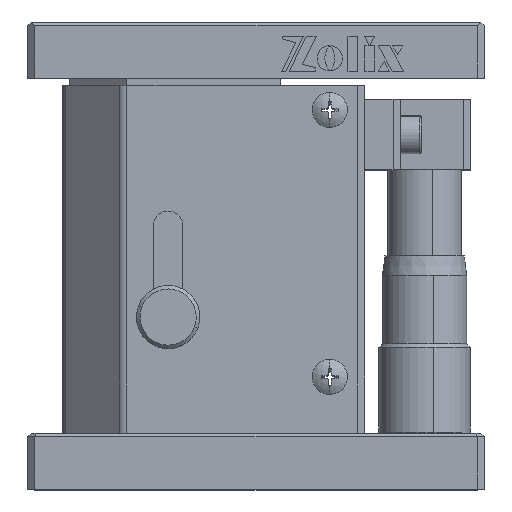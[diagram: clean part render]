
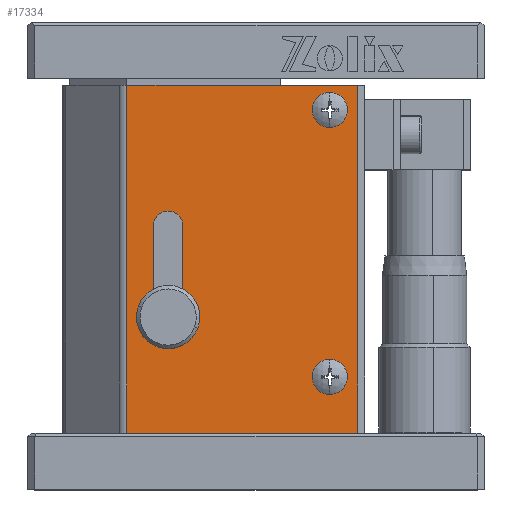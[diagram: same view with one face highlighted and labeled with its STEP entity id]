
A CAD part, top view. The second image highlights one B-rep face of the part: STEP entity #17334.
In plain terms, the highlighted planar face has unit normal (0, 0, 1).
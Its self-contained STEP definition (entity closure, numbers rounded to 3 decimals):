
#44 = VECTOR ( 'NONE', #1685, 1000. ) ;
#102 = ORIENTED_EDGE ( 'NONE', *, *, #229, .T. ) ;
#229 = EDGE_CURVE ( 'NONE', #19662, #5647, #12069, .T. ) ;
#421 = EDGE_CURVE ( 'NONE', #12923, #19428, #6658, .T. ) ;
#424 = CARTESIAN_POINT ( 'NONE',  ( -15.166, 98.127, 12.539 ) ) ;
#850 = ORIENTED_EDGE ( 'NONE', *, *, #7125, .F. ) ;
#1322 = CARTESIAN_POINT ( 'NONE',  ( 9.934, 114.627, 12.539 ) ) ;
#1462 = DIRECTION ( 'NONE',  ( 0., -1., 0. ) ) ;
#1468 = CARTESIAN_POINT ( 'NONE',  ( -19.566, 68.627, 12.539 ) ) ;
#1543 = CARTESIAN_POINT ( 'NONE',  ( 13.934, 68.627, 12.539 ) ) ;
#1685 = DIRECTION ( 'NONE',  ( 0., 1., 0. ) ) ;
#2148 = CARTESIAN_POINT ( 'NONE',  ( -13.066, 98.127, 12.539 ) ) ;
#2184 = EDGE_CURVE ( 'NONE', #19845, #3586, #18891, .T. ) ;
#2544 = CARTESIAN_POINT ( 'NONE',  ( 9.934, 76.627, 12.539 ) ) ;
#2701 = CARTESIAN_POINT ( 'NONE',  ( -18.944, 68.627, 12.539 ) ) ;
#2778 = CARTESIAN_POINT ( 'NONE',  ( -15.166, 98.127, 12.539 ) ) ;
#2901 = VERTEX_POINT ( 'NONE', #9130 ) ;
#2907 = EDGE_LOOP ( 'NONE', ( #14275, #10193 ) ) ;
#2937 = EDGE_CURVE ( 'NONE', #2901, #11502, #5524, .T. ) ;
#2989 = EDGE_CURVE ( 'NONE', #12923, #19662, #11927, .T. ) ;
#3032 = ORIENTED_EDGE ( 'NONE', *, *, #2989, .T. ) ;
#3209 = DIRECTION ( 'NONE',  ( 1., 0., 0. ) ) ;
#3586 = VERTEX_POINT ( 'NONE', #424 ) ;
#3654 = DIRECTION ( 'NONE',  ( -1., 0., 0. ) ) ;
#3866 = CARTESIAN_POINT ( 'NONE',  ( -18.944, 118.127, 12.539 ) ) ;
#3931 = CIRCLE ( 'NONE', #5354, 1.45 ) ;
#3999 = EDGE_CURVE ( 'NONE', #10067, #5484, #3931, .T. ) ;
#4109 = CARTESIAN_POINT ( 'NONE',  ( 9.934, 75.177, 12.539 ) ) ;
#4340 = DIRECTION ( 'NONE',  ( 0., 0., 1. ) ) ;
#5046 = ORIENTED_EDGE ( 'NONE', *, *, #15632, .F. ) ;
#5126 = VECTOR ( 'NONE', #3209, 1000. ) ;
#5354 = AXIS2_PLACEMENT_3D ( 'NONE', #7314, #4340, #10775 ) ;
#5484 = VERTEX_POINT ( 'NONE', #4109 ) ;
#5524 = CIRCLE ( 'NONE', #16500, 1.45 ) ;
#5647 = VERTEX_POINT ( 'NONE', #9525 ) ;
#5982 = CARTESIAN_POINT ( 'NONE',  ( -18.944, 68.627, 12.539 ) ) ;
#6043 = DIRECTION ( 'NONE',  ( 1., 0., 0. ) ) ;
#6091 = ORIENTED_EDGE ( 'NONE', *, *, #2184, .F. ) ;
#6232 = FACE_BOUND ( 'NONE', #6289, .T. ) ;
#6289 = EDGE_LOOP ( 'NONE', ( #5046, #6091, #7373, #850 ) ) ;
#6408 = ORIENTED_EDGE ( 'NONE', *, *, #10310, .T. ) ;
#6536 = CIRCLE ( 'NONE', #11427, 1.45 ) ;
#6658 = LINE ( 'NONE', #17167, #6925 ) ;
#6925 = VECTOR ( 'NONE', #6043, 1000. ) ;
#7018 = AXIS2_PLACEMENT_3D ( 'NONE', #15516, #17242, #17172 ) ;
#7125 = EDGE_CURVE ( 'NONE', #10081, #9723, #12202, .T. ) ;
#7314 = CARTESIAN_POINT ( 'NONE',  ( 9.934, 76.627, 12.539 ) ) ;
#7319 = EDGE_CURVE ( 'NONE', #11502, #2901, #6536, .T. ) ;
#7373 = ORIENTED_EDGE ( 'NONE', *, *, #15638, .F. ) ;
#7479 = CARTESIAN_POINT ( 'NONE',  ( 9.934, 78.077, 12.539 ) ) ;
#7501 = EDGE_LOOP ( 'NONE', ( #16794, #8454 ) ) ;
#7554 = DIRECTION ( 'NONE',  ( 0., 0., 1. ) ) ;
#7769 = CARTESIAN_POINT ( 'NONE',  ( 9.934, 114.627, 12.539 ) ) ;
#7957 = LINE ( 'NONE', #1543, #44 ) ;
#8093 = VECTOR ( 'NONE', #10889, 1000. ) ;
#8283 = CARTESIAN_POINT ( 'NONE',  ( -10.966, 85.127, 12.539 ) ) ;
#8454 = ORIENTED_EDGE ( 'NONE', *, *, #7319, .F. ) ;
#8589 = DIRECTION ( 'NONE',  ( 0., 0., 1. ) ) ;
#8645 = DIRECTION ( 'NONE',  ( 0., 0., 1. ) ) ;
#9130 = CARTESIAN_POINT ( 'NONE',  ( 9.934, 113.177, 12.539 ) ) ;
#9525 = CARTESIAN_POINT ( 'NONE',  ( 13.934, 68.627, 12.539 ) ) ;
#9566 = ORIENTED_EDGE ( 'NONE', *, *, #421, .F. ) ;
#9621 = VECTOR ( 'NONE', #9776, 1000. ) ;
#9723 = VERTEX_POINT ( 'NONE', #8283 ) ;
#9776 = DIRECTION ( 'NONE',  ( 0., -1., 0. ) ) ;
#9810 = EDGE_LOOP ( 'NONE', ( #9566, #3032, #102, #6408 ) ) ;
#9829 = FACE_OUTER_BOUND ( 'NONE', #9810, .T. ) ;
#10067 = VERTEX_POINT ( 'NONE', #7479 ) ;
#10081 = VERTEX_POINT ( 'NONE', #19341 ) ;
#10193 = ORIENTED_EDGE ( 'NONE', *, *, #3999, .F. ) ;
#10224 = CARTESIAN_POINT ( 'NONE',  ( 13.934, 118.127, 12.539 ) ) ;
#10310 = EDGE_CURVE ( 'NONE', #5647, #19428, #7957, .T. ) ;
#10775 = DIRECTION ( 'NONE',  ( 0., -1., 0. ) ) ;
#10867 = FACE_BOUND ( 'NONE', #2907, .T. ) ;
#10889 = DIRECTION ( 'NONE',  ( 0., 1., 0. ) ) ;
#11082 = CARTESIAN_POINT ( 'NONE',  ( -10.966, 98.127, 12.539 ) ) ;
#11122 = FACE_BOUND ( 'NONE', #7501, .T. ) ;
#11427 = AXIS2_PLACEMENT_3D ( 'NONE', #1322, #16093, #1462 ) ;
#11502 = VERTEX_POINT ( 'NONE', #17090 ) ;
#11695 = VECTOR ( 'NONE', #19061, 1000. ) ;
#11927 = LINE ( 'NONE', #2701, #9621 ) ;
#11964 = LINE ( 'NONE', #17339, #8093 ) ;
#12069 = LINE ( 'NONE', #1468, #5126 ) ;
#12202 = CIRCLE ( 'NONE', #7018, 2.1 ) ;
#12538 = CIRCLE ( 'NONE', #13548, 1.45 ) ;
#12634 = AXIS2_PLACEMENT_3D ( 'NONE', #2148, #8589, #20094 ) ;
#12923 = VERTEX_POINT ( 'NONE', #3866 ) ;
#13548 = AXIS2_PLACEMENT_3D ( 'NONE', #2544, #13959, #14026 ) ;
#13959 = DIRECTION ( 'NONE',  ( 0., 0., 1. ) ) ;
#14026 = DIRECTION ( 'NONE',  ( 0., -1., 0. ) ) ;
#14275 = ORIENTED_EDGE ( 'NONE', *, *, #21268, .F. ) ;
#14587 = AXIS2_PLACEMENT_3D ( 'NONE', #20081, #8645, #3654 ) ;
#15268 = PLANE ( 'NONE',  #14587 ) ;
#15516 = CARTESIAN_POINT ( 'NONE',  ( -13.066, 85.127, 12.539 ) ) ;
#15632 = EDGE_CURVE ( 'NONE', #3586, #10081, #20948, .T. ) ;
#15638 = EDGE_CURVE ( 'NONE', #9723, #19845, #11964, .T. ) ;
#16093 = DIRECTION ( 'NONE',  ( 0., 0., 1. ) ) ;
#16500 = AXIS2_PLACEMENT_3D ( 'NONE', #7769, #7554, #20705 ) ;
#16794 = ORIENTED_EDGE ( 'NONE', *, *, #2937, .F. ) ;
#17090 = CARTESIAN_POINT ( 'NONE',  ( 9.934, 116.077, 12.539 ) ) ;
#17167 = CARTESIAN_POINT ( 'NONE',  ( -19.566, 118.127, 12.539 ) ) ;
#17172 = DIRECTION ( 'NONE',  ( -1., 0., 0. ) ) ;
#17242 = DIRECTION ( 'NONE',  ( 0., 0., 1. ) ) ;
#17334 = ADVANCED_FACE ( 'NONE', ( #10867, #11122, #6232, #9829 ), #15268, .T. ) ;
#17339 = CARTESIAN_POINT ( 'NONE',  ( -10.966, 85.127, 12.539 ) ) ;
#18891 = CIRCLE ( 'NONE', #12634, 2.1 ) ;
#19061 = DIRECTION ( 'NONE',  ( 0., -1., 0. ) ) ;
#19341 = CARTESIAN_POINT ( 'NONE',  ( -15.166, 85.127, 12.539 ) ) ;
#19428 = VERTEX_POINT ( 'NONE', #10224 ) ;
#19662 = VERTEX_POINT ( 'NONE', #5982 ) ;
#19845 = VERTEX_POINT ( 'NONE', #11082 ) ;
#20081 = CARTESIAN_POINT ( 'NONE',  ( -19.566, 68.627, 12.539 ) ) ;
#20094 = DIRECTION ( 'NONE',  ( -1., 0., 0. ) ) ;
#20705 = DIRECTION ( 'NONE',  ( 0., -1., 0. ) ) ;
#20948 = LINE ( 'NONE', #2778, #11695 ) ;
#21268 = EDGE_CURVE ( 'NONE', #5484, #10067, #12538, .T. ) ;
